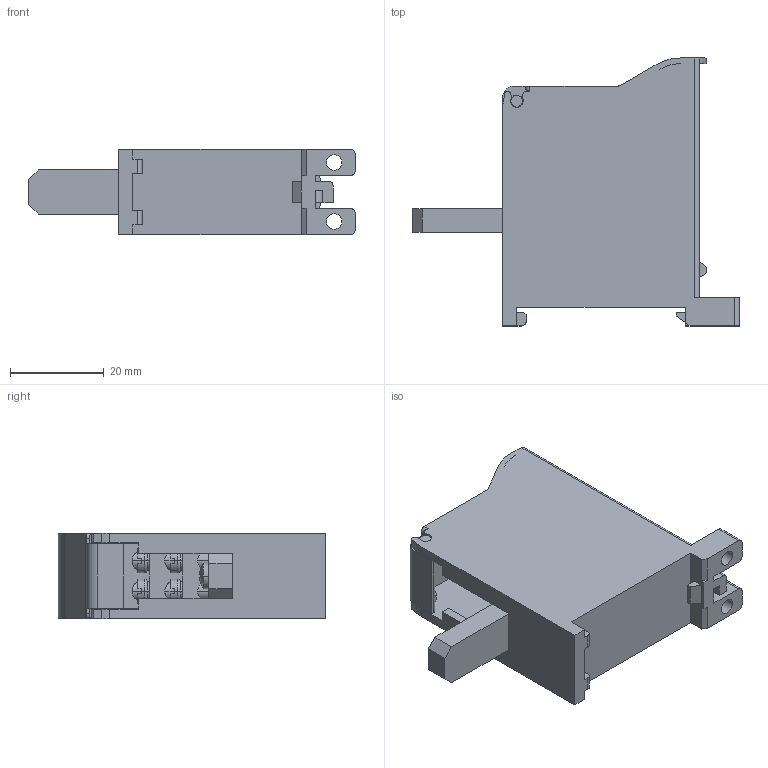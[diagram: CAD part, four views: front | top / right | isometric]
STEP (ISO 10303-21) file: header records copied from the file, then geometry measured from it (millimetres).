
FILE_DESCRIPTION((''),'2;1');
FILE_NAME('5YB576345_ASM','2023-12-04T',('dell'),(''),'PRO/ENGINEER BY PARAMETRIC TECHNOLOGY CORPORATION, 2013230','PRO/ENGINEER BY PARAMETRIC TECHNOLOGY CORPORATION, 2013230','');
FILE_SCHEMA(('AUTOMOTIVE_DESIGN { 1 0 10303 214 1 1 1 1 }'));
Length unit declared in the file: millimetre
Products named in the file (1): 5YB576345_ASM
Bounding box: 69.7 x 57.2 x 18.2 mm (x, y, z)
Volume: 27764.9 mm3; surface area: 17794.7 mm2
Topology: 1 solids, 2 shells, 593 faces, 1804 edges, 1178 vertices
Faces by surface type: plane 238, cylinder 221, bspline 62, cone 44, torus 14, sphere 14
Entity records: 32112 total; most frequent: CARTESIAN_POINT 13060, ORIENTED_EDGE 3580, DIRECTION 2932, EDGE_CURVE 1790, VERTEX_POINT 1178, AXIS2_PLACEMENT_3D 1031, VECTOR 870, LINE 870
